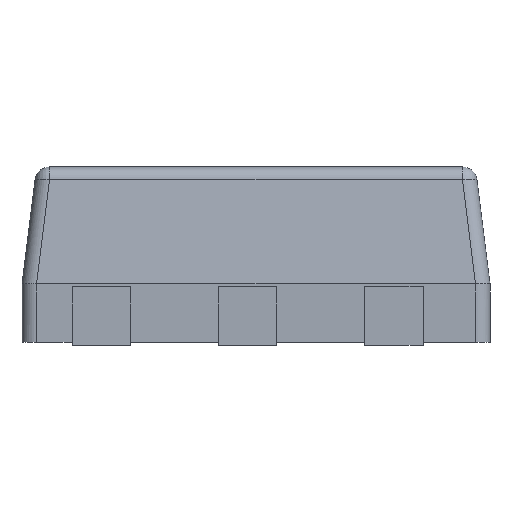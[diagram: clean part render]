
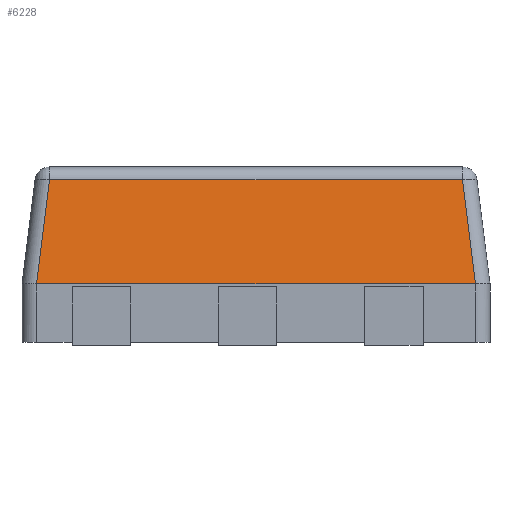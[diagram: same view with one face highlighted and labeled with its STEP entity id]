
A CAD part, left-side view. The second image highlights one B-rep face of the part: STEP entity #6228.
In plain terms, the highlighted planar face has unit normal (-0.992, 0, 0.124).
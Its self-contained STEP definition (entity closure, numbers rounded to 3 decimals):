
#1075 = ORIENTED_EDGE ( 'NONE', *, *, #21042, .F. ) ;
#1526 =( BOUNDED_CURVE ( )  B_SPLINE_CURVE ( 3, ( #5362, #17306, #13405, #11438 ),
 .UNSPECIFIED., .F., .F. ) 
 B_SPLINE_CURVE_WITH_KNOTS ( ( 4, 4 ),
 ( 6.275, 6.283 ),
 .UNSPECIFIED. ) 
 CURVE ( )  GEOMETRIC_REPRESENTATION_ITEM ( )  RATIONAL_B_SPLINE_CURVE ( ( 1., 1., 1., 1. ) ) 
 REPRESENTATION_ITEM ( '' )  );
#1636 = EDGE_CURVE ( 'NONE', #12850, #16274, #4117, .T. ) ;
#1767 = EDGE_CURVE ( 'NONE', #9913, #14254, #1526, .T. ) ;
#2070 = ORIENTED_EDGE ( 'NONE', *, *, #1767, .T. ) ;
#2762 = LINE ( 'NONE', #18380, #18518 ) ;
#4117 =( BOUNDED_CURVE ( )  B_SPLINE_CURVE ( 3, ( #15536, #6189, #21692, #9676 ),
 .UNSPECIFIED., .F., .F. ) 
 B_SPLINE_CURVE_WITH_KNOTS ( ( 4, 4 ),
 ( 0., 0.008 ),
 .UNSPECIFIED. ) 
 CURVE ( )  GEOMETRIC_REPRESENTATION_ITEM ( )  RATIONAL_B_SPLINE_CURVE ( ( 1., 1., 1., 1. ) ) 
 REPRESENTATION_ITEM ( '' )  );
#5216 = VECTOR ( 'NONE', #5381, 1000. ) ;
#5362 = CARTESIAN_POINT ( 'NONE',  ( -0.6, 0.75, 0.21 ) ) ;
#5381 = DIRECTION ( 'NONE',  ( 0.123, 0.123, 0.985 ) ) ;
#5772 = DIRECTION ( 'NONE',  ( -0.992, 0., 0.124 ) ) ;
#6125 = EDGE_CURVE ( 'NONE', #16274, #22024, #25049, .T. ) ;
#6189 = CARTESIAN_POINT ( 'NONE',  ( -0.6, -0.75, 0.21 ) ) ;
#6228 = ADVANCED_FACE ( 'NONE', ( #22965 ), #19025, .T. ) ;
#6695 = LINE ( 'NONE', #16285, #23627 ) ;
#7016 = EDGE_LOOP ( 'NONE', ( #1075, #9914, #16622, #9950, #18809, #2070 ) ) ;
#7481 = CARTESIAN_POINT ( 'NONE',  ( -0.539, -0.69, 0.695 ) ) ;
#7530 = VECTOR ( 'NONE', #15935, 1000. ) ;
#8143 = LINE ( 'NONE', #18004, #7530 ) ;
#9676 = CARTESIAN_POINT ( 'NONE',  ( -0.6, -0.75, 0.21 ) ) ;
#9825 = CARTESIAN_POINT ( 'NONE',  ( -0.6, 0.75, 0.21 ) ) ;
#9913 = VERTEX_POINT ( 'NONE', #9825 ) ;
#9914 = ORIENTED_EDGE ( 'NONE', *, *, #1636, .T. ) ;
#9950 = ORIENTED_EDGE ( 'NONE', *, *, #20064, .T. ) ;
#11438 = CARTESIAN_POINT ( 'NONE',  ( -0.6, 0.75, 0.21 ) ) ;
#11575 = CARTESIAN_POINT ( 'NONE',  ( -0.6, -0.75, 0.21 ) ) ;
#11717 = CARTESIAN_POINT ( 'NONE',  ( -0.55, 0., 0.61 ) ) ;
#11824 = AXIS2_PLACEMENT_3D ( 'NONE', #11717, #5772, #23872 ) ;
#12850 = VERTEX_POINT ( 'NONE', #13733 ) ;
#12909 = EDGE_CURVE ( 'NONE', #23015, #9913, #8143, .T. ) ;
#13405 = CARTESIAN_POINT ( 'NONE',  ( -0.6, 0.75, 0.21 ) ) ;
#13733 = CARTESIAN_POINT ( 'NONE',  ( -0.6, -0.75, 0.21 ) ) ;
#14079 = CARTESIAN_POINT ( 'NONE',  ( -0.555, 0.706, 0.566 ) ) ;
#14254 = VERTEX_POINT ( 'NONE', #17809 ) ;
#15536 = CARTESIAN_POINT ( 'NONE',  ( -0.6, -0.75, 0.21 ) ) ;
#15935 = DIRECTION ( 'NONE',  ( -0.123, 0.123, -0.985 ) ) ;
#16274 = VERTEX_POINT ( 'NONE', #11575 ) ;
#16285 = CARTESIAN_POINT ( 'NONE',  ( -0.6, 0.8, 0.21 ) ) ;
#16622 = ORIENTED_EDGE ( 'NONE', *, *, #6125, .T. ) ;
#17306 = CARTESIAN_POINT ( 'NONE',  ( -0.6, 0.75, 0.21 ) ) ;
#17809 = CARTESIAN_POINT ( 'NONE',  ( -0.6, 0.75, 0.21 ) ) ;
#17985 = DIRECTION ( 'NONE',  ( 0., 1., 0. ) ) ;
#18004 = CARTESIAN_POINT ( 'NONE',  ( -0.539, 0.69, 0.695 ) ) ;
#18380 = CARTESIAN_POINT ( 'NONE',  ( -0.555, 0., 0.566 ) ) ;
#18483 = DIRECTION ( 'NONE',  ( 0., 1., 0. ) ) ;
#18518 = VECTOR ( 'NONE', #17985, 1000. ) ;
#18809 = ORIENTED_EDGE ( 'NONE', *, *, #12909, .T. ) ;
#19025 = PLANE ( 'NONE',  #11824 ) ;
#20064 = EDGE_CURVE ( 'NONE', #22024, #23015, #2762, .T. ) ;
#21042 = EDGE_CURVE ( 'NONE', #12850, #14254, #6695, .T. ) ;
#21692 = CARTESIAN_POINT ( 'NONE',  ( -0.6, -0.75, 0.21 ) ) ;
#22024 = VERTEX_POINT ( 'NONE', #25381 ) ;
#22965 = FACE_OUTER_BOUND ( 'NONE', #7016, .T. ) ;
#23015 = VERTEX_POINT ( 'NONE', #14079 ) ;
#23627 = VECTOR ( 'NONE', #18483, 1000. ) ;
#23872 = DIRECTION ( 'NONE',  ( 0., 1., 0. ) ) ;
#25049 = LINE ( 'NONE', #7481, #5216 ) ;
#25381 = CARTESIAN_POINT ( 'NONE',  ( -0.555, -0.706, 0.566 ) ) ;
